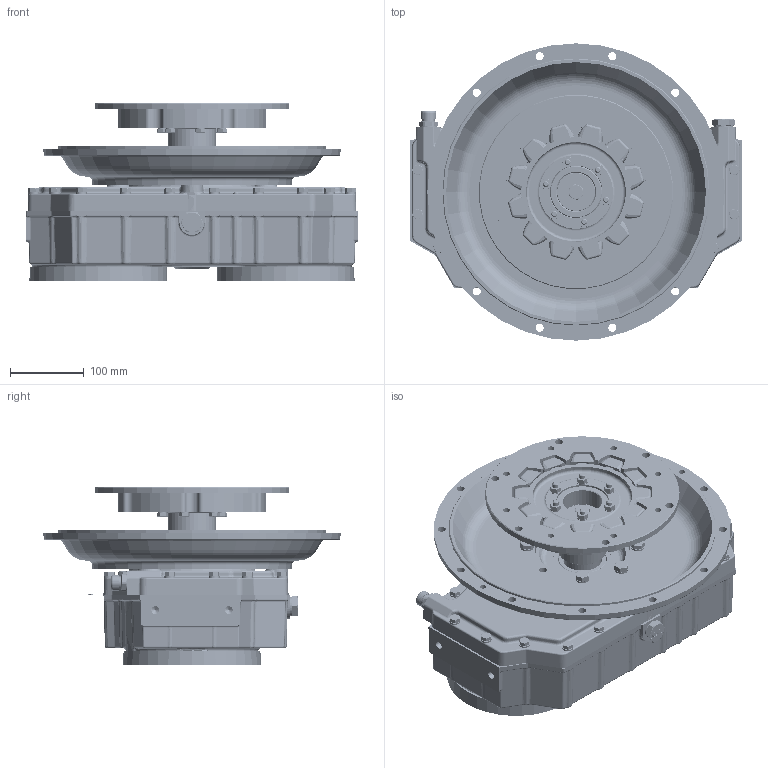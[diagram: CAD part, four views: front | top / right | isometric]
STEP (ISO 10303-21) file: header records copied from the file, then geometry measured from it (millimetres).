
FILE_DESCRIPTION (( 'STEP AP214' ), '1' );
FILE_NAME ('1029013U.step', '2019-09-24T10:59:43', ( 'TDI' ), ( 'Twin Disc Inc' ), 'SwSTEP 2.0', 'SolidWorks 2017', '' );
FILE_SCHEMA (( 'AUTOMOTIVE_DESIGN' ));
Length unit declared in the file: millimetre
Products named in the file (8): 1029013U; IT2021180_rev06-installation; IT1071051-installation; IT1041103_rev00-installation; ITam216-002_rev00-installation; ITam216-001_rev01-installation; ITB00110000_rev01-installation; IT1041036_rev00-installation
Assembly tree (8 placements, depth 2):
  1029013U
    ITB00110000_rev01-installation
    ITam216-001_rev01-installation
    ITam216-002_rev00-installation
    IT2021180_rev06-installation  x2
    IT1041103_rev00-installation
    IT1041036_rev00-installation
    IT1071051-installation
Bounding box: 450 x 403 x 242.25 mm (x, y, z)
Volume: 4425434.3 mm3; surface area: 1875092 mm2
Topology: 68 solids, 144 shells, 6109 faces, 15175 edges, 9495 vertices
Faces by surface type: plane 2346, cylinder 1917, bspline 1038, cone 417, torus 381, sphere 10
Entity records: 293460 total; most frequent: CARTESIAN_POINT 94297, ORIENTED_EDGE 28659, DIRECTION 25920, EDGE_CURVE 14336, AXIS2_PLACEMENT_3D 9469, VERTEX_POINT 9051, VECTOR 6982, LINE 6982
